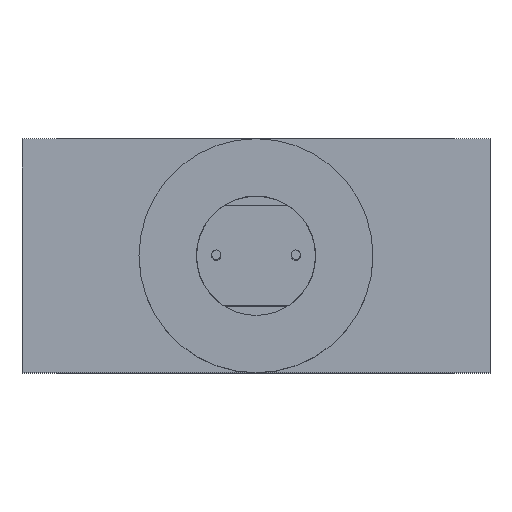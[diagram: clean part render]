
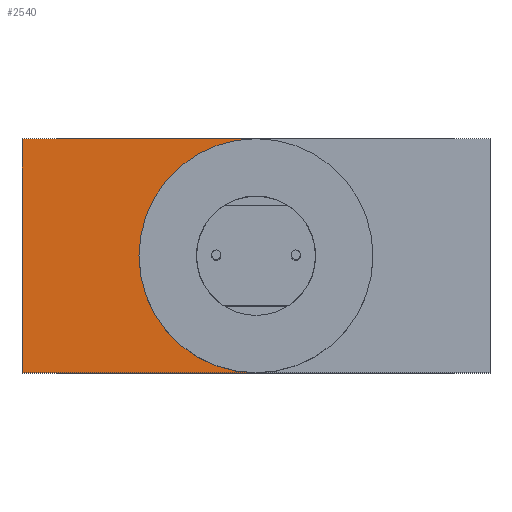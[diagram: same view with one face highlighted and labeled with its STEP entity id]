
A CAD part, top view. The second image highlights one B-rep face of the part: STEP entity #2540.
In plain terms, the highlighted planar face has unit normal (0, 0, 1).
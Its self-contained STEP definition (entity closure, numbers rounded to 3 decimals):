
#214=PLANE('',#2730);
#348=FACE_OUTER_BOUND('',#496,.T.);
#496=EDGE_LOOP('',(#2353,#2354,#2355,#2356,#2357));
#783=LINE('',#4036,#1085);
#798=LINE('',#4072,#1100);
#799=LINE('',#4073,#1101);
#1085=VECTOR('',#3332,10.);
#1100=VECTOR('',#3363,10.);
#1101=VECTOR('',#3364,10.);
#1144=CIRCLE('',#2731,5.);
#1145=CIRCLE('',#2732,5.);
#1355=VERTEX_POINT('',#4033);
#1356=VERTEX_POINT('',#4035);
#1367=VERTEX_POINT('',#4067);
#1368=VERTEX_POINT('',#4068);
#1369=VERTEX_POINT('',#4071);
#1683=EDGE_CURVE('',#1356,#1355,#783,.T.);
#1699=EDGE_CURVE('',#1367,#1368,#1144,.T.);
#1700=EDGE_CURVE('',#1368,#1356,#1145,.T.);
#1701=EDGE_CURVE('',#1355,#1369,#798,.T.);
#1702=EDGE_CURVE('',#1369,#1367,#799,.T.);
#2353=ORIENTED_EDGE('',*,*,#1699,.T.);
#2354=ORIENTED_EDGE('',*,*,#1700,.T.);
#2355=ORIENTED_EDGE('',*,*,#1683,.T.);
#2356=ORIENTED_EDGE('',*,*,#1701,.T.);
#2357=ORIENTED_EDGE('',*,*,#1702,.T.);
#2540=ADVANCED_FACE('',(#348),#214,.F.);
#2730=AXIS2_PLACEMENT_3D('',#4066,#3357,#3358);
#2731=AXIS2_PLACEMENT_3D('',#4069,#3359,#3360);
#2732=AXIS2_PLACEMENT_3D('',#4070,#3361,#3362);
#3332=DIRECTION('',(-1.,0.,0.));
#3357=DIRECTION('center_axis',(0.,0.,-1.));
#3358=DIRECTION('ref_axis',(-1.,0.,0.));
#3359=DIRECTION('center_axis',(0.,0.,-1.));
#3360=DIRECTION('ref_axis',(1.,0.,0.));
#3361=DIRECTION('center_axis',(0.,0.,-1.));
#3362=DIRECTION('ref_axis',(1.,0.,0.));
#3363=DIRECTION('',(0.,-1.,0.));
#3364=DIRECTION('',(1.,0.,0.));
#4033=CARTESIAN_POINT('',(-10.,9.15,-3.54));
#4035=CARTESIAN_POINT('',(0.,9.15,-3.54));
#4036=CARTESIAN_POINT('',(10.,9.15,-3.54));
#4066=CARTESIAN_POINT('Origin',(0.,4.15,-3.54));
#4067=CARTESIAN_POINT('',(0.,-0.85,-3.54));
#4068=CARTESIAN_POINT('',(-5.,4.15,-3.54));
#4069=CARTESIAN_POINT('Origin',(0.,4.15,-3.54));
#4070=CARTESIAN_POINT('Origin',(0.,4.15,-3.54));
#4071=CARTESIAN_POINT('',(-10.,-0.85,-3.54));
#4072=CARTESIAN_POINT('',(-10.,9.15,-3.54));
#4073=CARTESIAN_POINT('',(-10.,-0.85,-3.54));
